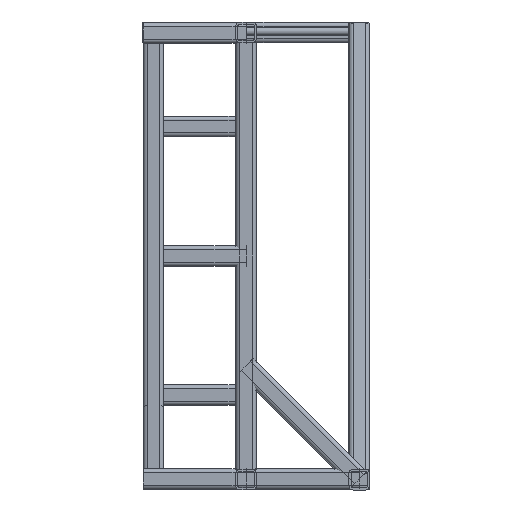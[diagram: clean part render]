
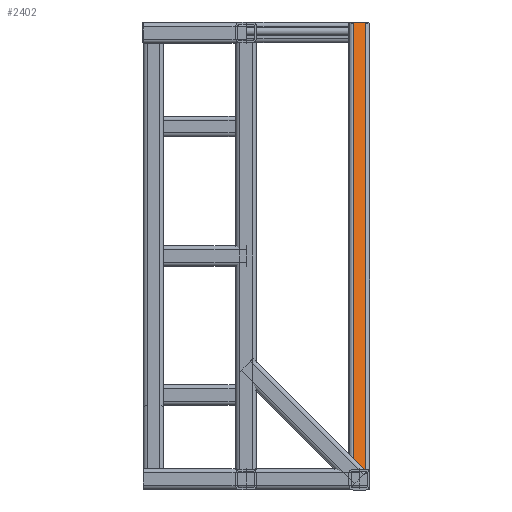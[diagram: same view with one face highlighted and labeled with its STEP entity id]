
A CAD part, front view. The second image highlights one B-rep face of the part: STEP entity #2402.
In plain terms, the highlighted planar face has unit normal (0, -0.974, 0.229).
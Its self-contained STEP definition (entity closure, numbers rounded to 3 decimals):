
#322 = VERTEX_POINT ( 'NONE', #9537 ) ;
#754 = ORIENTED_EDGE ( 'NONE', *, *, #7682, .F. ) ;
#1025 = LINE ( 'NONE', #12884, #12342 ) ;
#1385 = DIRECTION ( 'NONE',  ( -1., 0., 0. ) ) ;
#2402 = ADVANCED_FACE ( 'NONE', ( #11941 ), #3803, .F. ) ;
#3803 = PLANE ( 'NONE',  #3812 ) ;
#3812 = AXIS2_PLACEMENT_3D ( 'NONE', #8613, #7376, #14579 ) ;
#4319 = EDGE_CURVE ( 'NONE', #7340, #322, #6684, .T. ) ;
#4625 = VECTOR ( 'NONE', #12198, 1000. ) ;
#5015 = LINE ( 'NONE', #6190, #9084 ) ;
#6190 = CARTESIAN_POINT ( 'NONE',  ( 104., 139.722, -262.544 ) ) ;
#6684 = LINE ( 'NONE', #9009, #8860 ) ;
#7340 = VERTEX_POINT ( 'NONE', #10931 ) ;
#7357 = CARTESIAN_POINT ( 'NONE',  ( 104., 244.568, 183.705 ) ) ;
#7376 = DIRECTION ( 'NONE',  ( 0., 0.973, -0.229 ) ) ;
#7682 = EDGE_CURVE ( 'NONE', #7340, #11412, #5015, .T. ) ;
#7804 = EDGE_LOOP ( 'NONE', ( #9191, #14720, #754, #11204 ) ) ;
#7923 = DIRECTION ( 'NONE',  ( 0., 0.229, 0.973 ) ) ;
#8369 = CARTESIAN_POINT ( 'NONE',  ( 104., 139.722, -262.544 ) ) ;
#8613 = CARTESIAN_POINT ( 'NONE',  ( 104., 139.722, -262.544 ) ) ;
#8860 = VECTOR ( 'NONE', #14909, 1000. ) ;
#9009 = CARTESIAN_POINT ( 'NONE',  ( 116., 139.722, -262.544 ) ) ;
#9084 = VECTOR ( 'NONE', #1385, 1000. ) ;
#9191 = ORIENTED_EDGE ( 'NONE', *, *, #11968, .T. ) ;
#9537 = CARTESIAN_POINT ( 'NONE',  ( 116., 244.568, 183.705 ) ) ;
#10199 = VERTEX_POINT ( 'NONE', #7357 ) ;
#10931 = CARTESIAN_POINT ( 'NONE',  ( 116., 139.722, -262.544 ) ) ;
#11204 = ORIENTED_EDGE ( 'NONE', *, *, #4319, .T. ) ;
#11412 = VERTEX_POINT ( 'NONE', #8369 ) ;
#11941 = FACE_OUTER_BOUND ( 'NONE', #7804, .T. ) ;
#11968 = EDGE_CURVE ( 'NONE', #322, #10199, #12431, .T. ) ;
#12198 = DIRECTION ( 'NONE',  ( -1., 0., 0. ) ) ;
#12280 = CARTESIAN_POINT ( 'NONE',  ( 104., 244.568, 183.705 ) ) ;
#12342 = VECTOR ( 'NONE', #7923, 1000. ) ;
#12431 = LINE ( 'NONE', #12280, #4625 ) ;
#12884 = CARTESIAN_POINT ( 'NONE',  ( 104., 139.722, -262.544 ) ) ;
#14579 = DIRECTION ( 'NONE',  ( 0., 0.229, 0.973 ) ) ;
#14720 = ORIENTED_EDGE ( 'NONE', *, *, #14738, .F. ) ;
#14738 = EDGE_CURVE ( 'NONE', #11412, #10199, #1025, .T. ) ;
#14909 = DIRECTION ( 'NONE',  ( 0., 0.229, 0.973 ) ) ;
